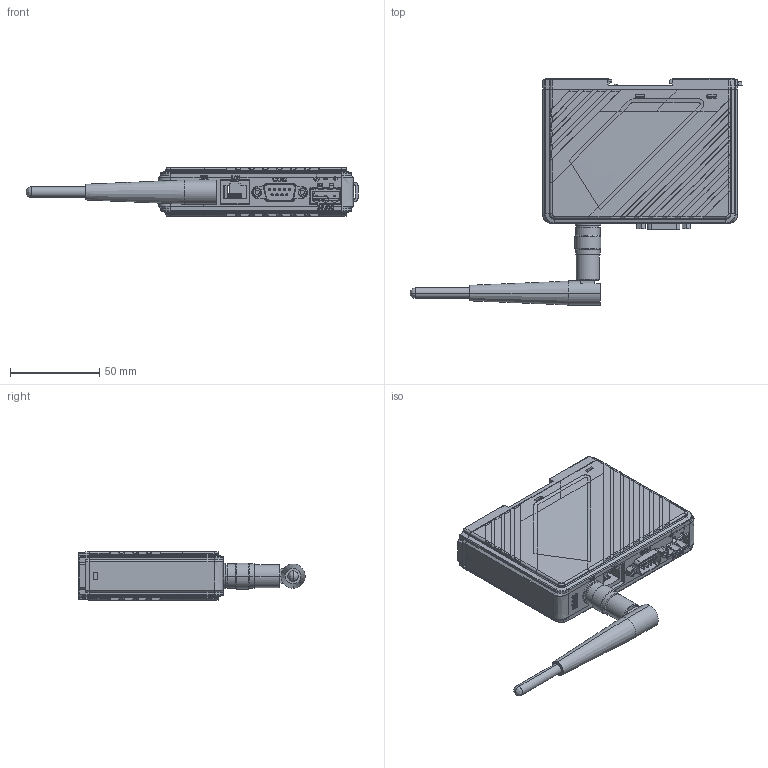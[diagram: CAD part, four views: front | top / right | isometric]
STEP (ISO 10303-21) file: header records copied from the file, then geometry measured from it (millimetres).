
FILE_DESCRIPTION (( 'STEP AP203' ), '1' );
FILE_NAME ('cMT-G02.STEP', '2018-02-05T03:55:26', ( 'annayang' ), ( '' ), 'SwSTEP 2.0', 'SolidWorks 2011', '' );
FILE_SCHEMA (( 'CONFIG_CONTROL_DESIGN' ));
Products named in the file (1): cMT-G02
Bounding box: 185.76 x 126.57 x 27.07 mm (x, y, z)
Surface area: 53094.7 mm2 (no closed solid volume)
Topology: 0 solids, 26 shells, 1149 faces, 4159 edges, 2974 vertices
Faces by surface type: plane 654, cylinder 258, cone 132, torus 60, bspline 39, sphere 6
Entity records: 49322 total; most frequent: CARTESIAN_POINT 15547, ORIENTED_EDGE 7048, DIRECTION 6377, EDGE_CURVE 4145, VERTEX_POINT 2974, VECTOR 2739, LINE 2739, AXIS2_PLACEMENT_3D 1819
